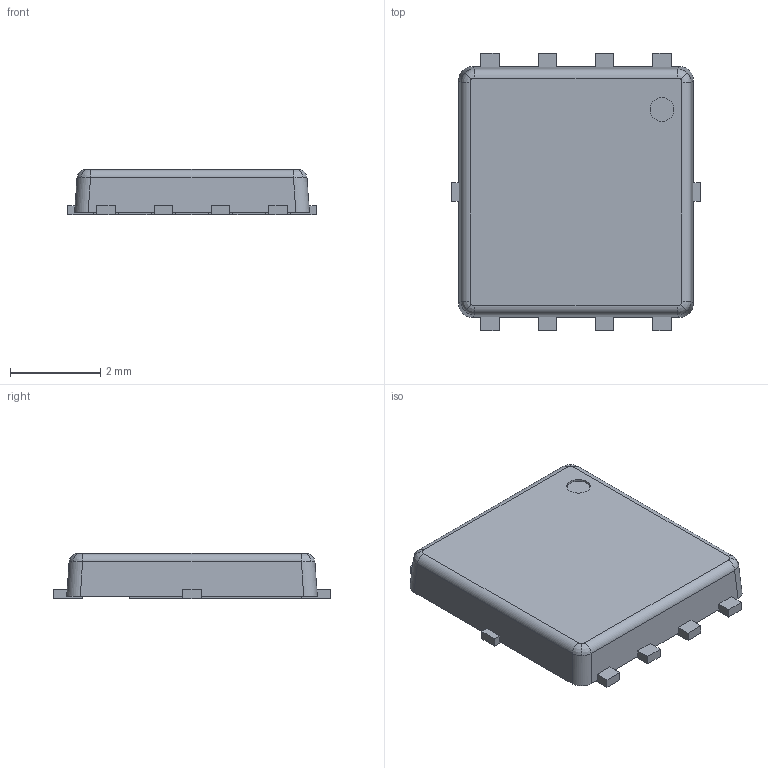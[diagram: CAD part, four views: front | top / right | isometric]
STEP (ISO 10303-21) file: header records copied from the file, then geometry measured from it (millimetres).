
FILE_DESCRIPTION (( 'STEP AP214' ), '1' );
FILE_NAME ('AO DFN5x6_8L_EP1_P.step', '2022-11-28T07:37:52', ( '' ), ( '' ), 'SwSTEP 2.0', 'SolidWorks 2023', '' );
FILE_SCHEMA (( 'AUTOMOTIVE_DESIGN' ));
Length unit declared in the file: millimetre
Products named in the file (1): AO DFN5x6_8L_EP1_P
Bounding box: 5.5 x 6.15 x 1 mm (x, y, z)
Volume: 27.6 mm3; surface area: 79.1 mm2
Topology: 1 solids, 1 shells, 101 faces, 286 edges, 188 vertices
Faces by surface type: plane 83, cylinder 10, bspline 8
Entity records: 4402 total; most frequent: CARTESIAN_POINT 724, ORIENTED_EDGE 572, DIRECTION 470, EDGE_CURVE 286, VECTOR 250, LINE 250, VERTEX_POINT 188, AXIS2_PLACEMENT_3D 110
